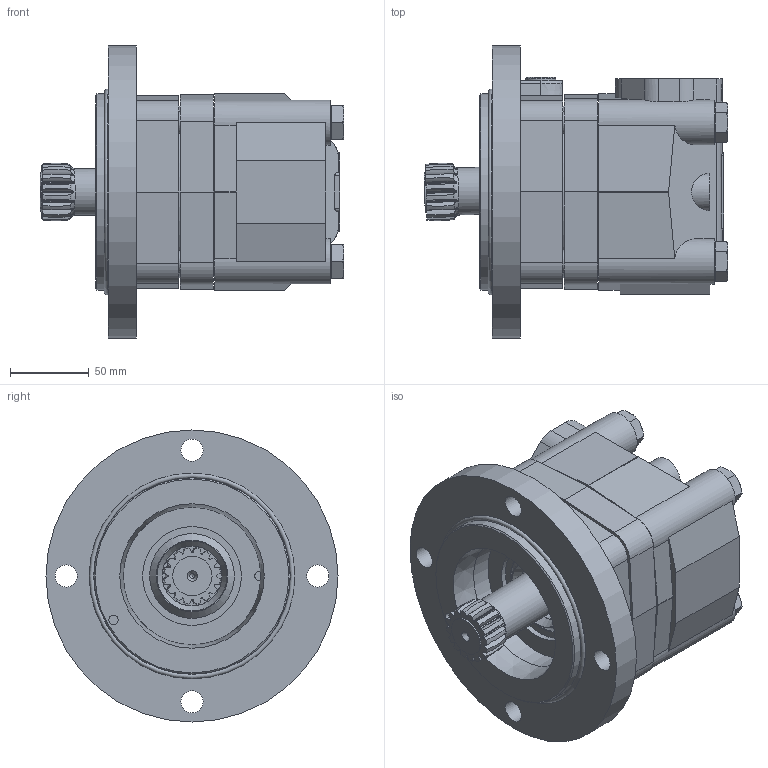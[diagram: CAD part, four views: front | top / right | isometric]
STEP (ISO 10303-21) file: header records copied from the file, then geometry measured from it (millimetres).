
FILE_DESCRIPTION(/* description */ ('STEP AP214'),/* implementation_level */ '2;1');
FILE_NAME(/* name */ 'MTS200P',/* time_stamp */ '2023-02-07T14:41:51+01:00',/* author */ ('License CC BY-ND 4.0'),/* organization */ ('CADENAS'),/* preprocessor_version */ 'ST-DEVELOPER v18.102',/* originating_system */ 'PARTsolutions',/* authorisation */ ' ');
FILE_SCHEMA (('AUTOMOTIVE_DESIGN {1 0 10303 214 3 1 1}'));
Length unit declared in the file: millimetre
Products named in the file (5): MTS200P; Hexagon bolt DIN 931-1 M14x1000; MTP; MTS200D; MTSFL
Assembly tree (7 placements, depth 2):
  MTS200P
    Hexagon bolt DIN 931-1 M14x1000  x4
    MTP
    MTS200D
    MTSFL
Bounding box: 193.51 x 186 x 186 mm (x, y, z)
Volume: 2220096.2 mm3; surface area: 253102.5 mm2
Topology: 7 solids, 7 shells, 497 faces, 1246 edges, 810 vertices
Faces by surface type: cylinder 205, plane 204, cone 60, torus 28
Full cylindrical faces by diameter (mm): 2.4 x4, 3.15 x1, 6 x2, 7 x3, 8.376 x4, 14 x6, 14.2 x8, 14.3 x4, 14.8 x2, 15 x8, 16.4 x4, 19 x1, 21 x1, 24.117 x2, 25 x1, 28.7 x2, 30 x1, 38 x1, 54 x1, 63 x1, 87.5 x1, 103 x2, 108 x1, 109 x1, 125 x1, 186 x1
Entity records: 13110 total; most frequent: CARTESIAN_POINT 2704, DIRECTION 2160, ORIENTED_EDGE 1994, EDGE_CURVE 997, AXIS2_PLACEMENT_3D 863, VERTEX_POINT 718, FACE_BOUND 615, EDGE_LOOP 603
